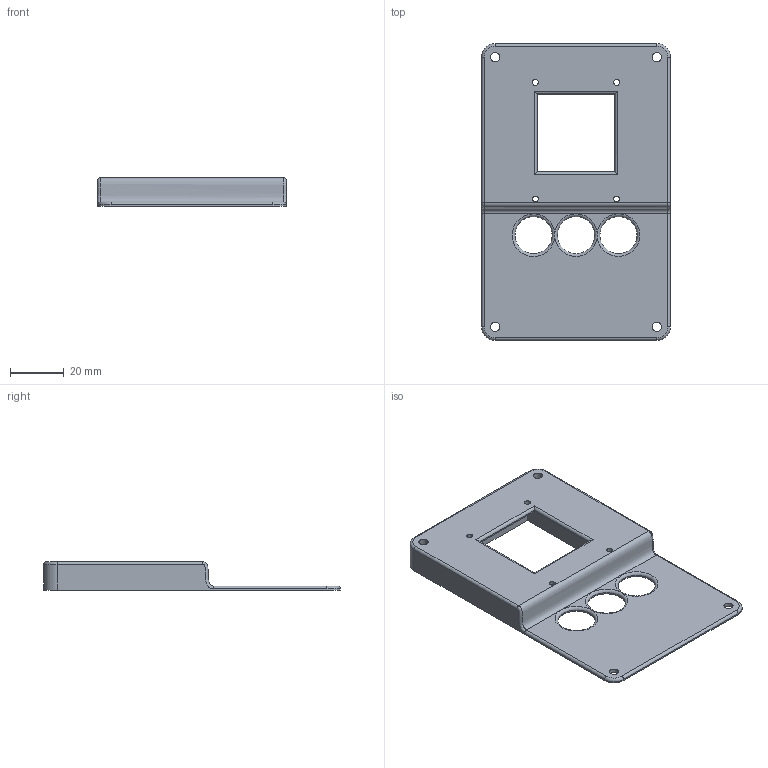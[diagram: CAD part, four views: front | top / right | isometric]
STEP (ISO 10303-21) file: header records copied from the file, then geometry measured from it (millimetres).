
FILE_DESCRIPTION(/* description */ (''),/* implementation_level */ '2;1');
FILE_NAME(/* name */ 'Case Top.step',/* time_stamp */ '2026-01-15T22:46:32-06:00',/* author */ (''),/* organization */ (''),/* preprocessor_version */ 'ST-DEVELOPER v20.1',/* originating_system */ 'Autodesk Translation Framework v14.21.0.0',/* authorisation */ '');
FILE_SCHEMA (('AUTOMOTIVE_DESIGN { 1 0 10303 214 3 1 1 }'));
Length unit declared in the file: millimetre
Products named in the file (1): 2026-01-10-21-27-16-548
Bounding box: 70 x 110 x 10.5 mm (x, y, z)
Volume: 32435.6 mm3; surface area: 17300 mm2
Topology: 1 solids, 1 shells, 51 faces, 131 edges, 81 vertices
Faces by surface type: cylinder 25, plane 16, torus 7, bspline 3
Full cylindrical faces by diameter (mm): 2.2 x4, 3.4 x4, 13.8 x3
Entity records: 2041 total; most frequent: CARTESIAN_POINT 692, DIRECTION 279, ORIENTED_EDGE 262, EDGE_CURVE 131, AXIS2_PLACEMENT_3D 107, VERTEX_POINT 81, EDGE_LOOP 74, LINE 65
